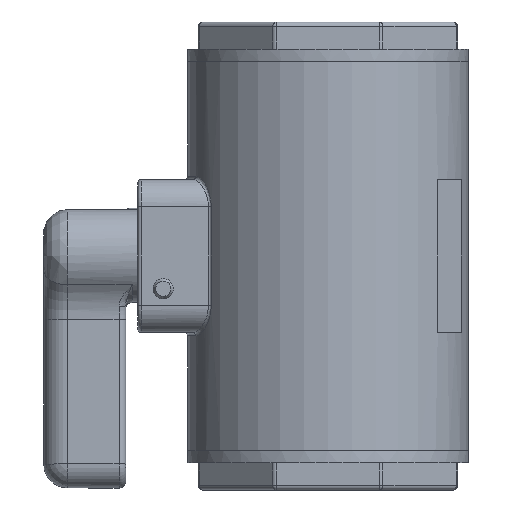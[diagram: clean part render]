
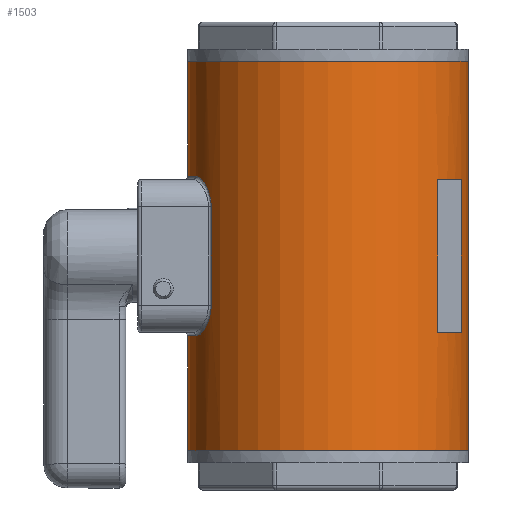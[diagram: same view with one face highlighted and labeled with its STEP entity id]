
A CAD part, left-side view. The second image highlights one B-rep face of the part: STEP entity #1503.
In plain terms, the highlighted cylindrical face has radius 16.32 mm (diameter 32.639 mm), a full revolution.
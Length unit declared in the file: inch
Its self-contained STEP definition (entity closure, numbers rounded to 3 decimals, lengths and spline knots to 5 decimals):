
#895=CARTESIAN_POINT('',(0.21987,0.60371,0.365));
#896=VERTEX_POINT('',#895);
#915=CARTESIAN_POINT('',(-0.21987,0.60371,0.365));
#916=VERTEX_POINT('',#915);
#924=CARTESIAN_POINT('',(0.0,0.0,0.365));
#925=DIRECTION('',(0.0,0.0,-1.0));
#926=DIRECTION('',(0.0,1.0,0.0));
#927=AXIS2_PLACEMENT_3D('',#924,#925,#926);
#928=CIRCLE('',#927,0.6425);
#929=EDGE_CURVE('',#916,#896,#928,.T.);
#977=CARTESIAN_POINT('',(-0.35667,0.53441,0.225));
#978=VERTEX_POINT('',#977);
#986=CARTESIAN_POINT('',(-0.35667,0.53441,0.225));
#987=CARTESIAN_POINT('',(-0.35667,0.53441,0.25807));
#988=CARTESIAN_POINT('',(-0.33843,0.54699,0.30634));
#989=CARTESIAN_POINT('',(-0.28468,0.57703,0.35315));
#990=CARTESIAN_POINT('',(-0.24517,0.59449,0.365));
#991=CARTESIAN_POINT('',(-0.21987,0.60371,0.365));
#992=B_SPLINE_CURVE_WITH_KNOTS('',3,(#986,#987,#988,#989,#990,#991),.UNSPECIFIED.,.F.,.U.,(4,1,1,4),(0.0,0.25202,0.37803,0.58805),.UNSPECIFIED.);
#993=EDGE_CURVE('',#978,#916,#992,.T.);
#1005=CARTESIAN_POINT('',(-0.35667,0.53441,-0.225));
#1006=VERTEX_POINT('',#1005);
#1014=CARTESIAN_POINT('',(-0.35667,0.53441,-0.225));
#1015=DIRECTION('',(0.0,0.0,1.0));
#1016=VECTOR('',#1015,0.45);
#1017=LINE('',#1014,#1016);
#1018=EDGE_CURVE('',#1006,#978,#1017,.T.);
#1073=CARTESIAN_POINT('',(-0.21987,0.60371,-0.365));
#1074=VERTEX_POINT('',#1073);
#1082=CARTESIAN_POINT('',(-0.21987,0.60371,-0.365));
#1083=CARTESIAN_POINT('',(-0.25023,0.59265,-0.365));
#1084=CARTESIAN_POINT('',(-0.29907,0.57006,-0.3476));
#1085=CARTESIAN_POINT('',(-0.34584,0.5418,-0.29106));
#1086=CARTESIAN_POINT('',(-0.35667,0.53441,-0.24705));
#1087=CARTESIAN_POINT('',(-0.35667,0.53441,-0.225));
#1088=B_SPLINE_CURVE_WITH_KNOTS('',3,(#1082,#1083,#1084,#1085,#1086,#1087),.UNSPECIFIED.,.F.,.U.,(4,1,1,4),(0.0,0.25201,0.42002,0.58803),.UNSPECIFIED.);
#1089=EDGE_CURVE('',#1074,#1006,#1088,.T.);
#1101=CARTESIAN_POINT('',(0.21987,0.60371,-0.365));
#1102=VERTEX_POINT('',#1101);
#1110=CARTESIAN_POINT('',(0.0,0.0,-0.365));
#1111=DIRECTION('',(0.0,0.0,1.0));
#1112=DIRECTION('',(0.0,1.0,0.0));
#1113=AXIS2_PLACEMENT_3D('',#1110,#1111,#1112);
#1114=CIRCLE('',#1113,0.6425);
#1115=EDGE_CURVE('',#1102,#1074,#1114,.T.);
#1171=CARTESIAN_POINT('',(0.35667,0.53441,-0.225));
#1172=VERTEX_POINT('',#1171);
#1180=CARTESIAN_POINT('',(0.35667,0.53441,-0.225));
#1181=CARTESIAN_POINT('',(0.35667,0.53441,-0.25807));
#1182=CARTESIAN_POINT('',(0.33843,0.54699,-0.30634));
#1183=CARTESIAN_POINT('',(0.28468,0.57703,-0.35315));
#1184=CARTESIAN_POINT('',(0.24517,0.59449,-0.365));
#1185=CARTESIAN_POINT('',(0.21987,0.60371,-0.365));
#1186=B_SPLINE_CURVE_WITH_KNOTS('',3,(#1180,#1181,#1182,#1183,#1184,#1185),.UNSPECIFIED.,.F.,.U.,(4,1,1,4),(0.0,0.25202,0.37803,0.58805),.UNSPECIFIED.);
#1187=EDGE_CURVE('',#1172,#1102,#1186,.T.);
#1199=CARTESIAN_POINT('',(0.35667,0.53441,0.225));
#1200=VERTEX_POINT('',#1199);
#1208=CARTESIAN_POINT('',(0.35667,0.53441,0.225));
#1209=DIRECTION('',(0.0,0.0,-1.0));
#1210=VECTOR('',#1209,0.45);
#1211=LINE('',#1208,#1210);
#1212=EDGE_CURVE('',#1200,#1172,#1211,.T.);
#1266=CARTESIAN_POINT('',(0.21987,0.60371,0.365));
#1267=CARTESIAN_POINT('',(0.25023,0.59265,0.365));
#1268=CARTESIAN_POINT('',(0.29931,0.56995,0.34756));
#1269=CARTESIAN_POINT('',(0.34591,0.54174,0.29085));
#1270=CARTESIAN_POINT('',(0.35667,0.53441,0.24705));
#1271=CARTESIAN_POINT('',(0.35667,0.53441,0.225));
#1272=B_SPLINE_CURVE_WITH_KNOTS('',3,(#1266,#1267,#1268,#1269,#1270,#1271),.UNSPECIFIED.,.F.,.U.,(4,1,1,4),(0.,0.25202,0.42003,0.58805),.UNSPECIFIED.);
#1273=EDGE_CURVE('',#896,#1200,#1272,.T.);
#1394=CARTESIAN_POINT('',(0.0,0.0,0.0));
#1395=DIRECTION('',(0.0,0.0,1.0));
#1396=DIRECTION('',(-1.0,0.0,0.0));
#1397=AXIS2_PLACEMENT_3D('',#1394,#1395,#1396);
#1398=CYLINDRICAL_SURFACE('',#1397,0.6425);
#1399=CARTESIAN_POINT('',(0.6425,0.,0.891));
#1400=VERTEX_POINT('',#1399);
#1401=CARTESIAN_POINT('',(0.0,0.0,0.891));
#1402=DIRECTION('',(0.0,0.0,-1.0));
#1403=DIRECTION('',(-1.0,0.0,0.0));
#1404=AXIS2_PLACEMENT_3D('',#1401,#1402,#1403);
#1405=CIRCLE('',#1404,0.6425);
#1406=EDGE_CURVE('',#1400,#1400,#1405,.T.);
#1407=ORIENTED_EDGE('',*,*,#1406,.T.);
#1408=EDGE_LOOP('',(#1407));
#1409=FACE_OUTER_BOUND('',#1408,.T.);
#1410=CARTESIAN_POINT('',(0.6425,0.,-0.891));
#1411=VERTEX_POINT('',#1410);
#1412=CARTESIAN_POINT('',(0.0,0.0,-0.891));
#1413=DIRECTION('',(0.0,0.0,1.0));
#1414=DIRECTION('',(-1.0,0.0,0.0));
#1415=AXIS2_PLACEMENT_3D('',#1412,#1413,#1414);
#1416=CIRCLE('',#1415,0.6425);
#1417=EDGE_CURVE('',#1411,#1411,#1416,.T.);
#1418=ORIENTED_EDGE('',*,*,#1417,.T.);
#1419=EDGE_LOOP('',(#1418));
#1420=FACE_BOUND('',#1419,.T.);
#1421=CARTESIAN_POINT('',(0.4,-0.5028,-0.35));
#1422=VERTEX_POINT('',#1421);
#1423=CARTESIAN_POINT('',(0.20024,-0.6105,-0.35));
#1424=VERTEX_POINT('',#1423);
#1425=CARTESIAN_POINT('',(0.0,0.0,-0.35));
#1426=DIRECTION('',(0.0,0.0,-1.0));
#1427=DIRECTION('',(-1.0,0.0,0.0));
#1428=AXIS2_PLACEMENT_3D('',#1425,#1426,#1427);
#1429=CIRCLE('',#1428,0.6425);
#1430=EDGE_CURVE('',#1422,#1424,#1429,.T.);
#1431=ORIENTED_EDGE('',*,*,#1430,.T.);
#1432=CARTESIAN_POINT('',(0.20024,-0.6105,0.35));
#1433=VERTEX_POINT('',#1432);
#1434=CARTESIAN_POINT('',(0.20024,-0.6105,-0.35));
#1435=DIRECTION('',(0.0,0.0,1.0));
#1436=VECTOR('',#1435,0.7);
#1437=LINE('',#1434,#1436);
#1438=EDGE_CURVE('',#1424,#1433,#1437,.T.);
#1439=ORIENTED_EDGE('',*,*,#1438,.T.);
#1440=CARTESIAN_POINT('',(0.4,-0.5028,0.35));
#1441=VERTEX_POINT('',#1440);
#1442=CARTESIAN_POINT('',(0.0,0.0,0.35));
#1443=DIRECTION('',(0.0,0.0,1.0));
#1444=DIRECTION('',(-1.0,0.0,0.0));
#1445=AXIS2_PLACEMENT_3D('',#1442,#1443,#1444);
#1446=CIRCLE('',#1445,0.6425);
#1447=EDGE_CURVE('',#1433,#1441,#1446,.T.);
#1448=ORIENTED_EDGE('',*,*,#1447,.T.);
#1449=CARTESIAN_POINT('',(0.4,-0.5028,0.35));
#1450=DIRECTION('',(0.0,0.0,-1.0));
#1451=VECTOR('',#1450,0.7);
#1452=LINE('',#1449,#1451);
#1453=EDGE_CURVE('',#1441,#1422,#1452,.T.);
#1454=ORIENTED_EDGE('',*,*,#1453,.T.);
#1455=EDGE_LOOP('',(#1431,#1439,#1448,#1454));
#1456=FACE_BOUND('',#1455,.T.);
#1457=CARTESIAN_POINT('',(-0.20024,-0.6105,-0.35));
#1458=VERTEX_POINT('',#1457);
#1459=CARTESIAN_POINT('',(-0.4,-0.5028,-0.35));
#1460=VERTEX_POINT('',#1459);
#1461=CARTESIAN_POINT('',(0.0,0.0,-0.35));
#1462=DIRECTION('',(0.0,0.0,-1.0));
#1463=DIRECTION('',(-1.0,0.0,0.0));
#1464=AXIS2_PLACEMENT_3D('',#1461,#1462,#1463);
#1465=CIRCLE('',#1464,0.6425);
#1466=EDGE_CURVE('',#1458,#1460,#1465,.T.);
#1467=ORIENTED_EDGE('',*,*,#1466,.T.);
#1468=CARTESIAN_POINT('',(-0.4,-0.5028,0.35));
#1469=VERTEX_POINT('',#1468);
#1470=CARTESIAN_POINT('',(-0.4,-0.5028,-0.35));
#1471=DIRECTION('',(0.0,0.0,1.0));
#1472=VECTOR('',#1471,0.7);
#1473=LINE('',#1470,#1472);
#1474=EDGE_CURVE('',#1460,#1469,#1473,.T.);
#1475=ORIENTED_EDGE('',*,*,#1474,.T.);
#1476=CARTESIAN_POINT('',(-0.20024,-0.6105,0.35));
#1477=VERTEX_POINT('',#1476);
#1478=CARTESIAN_POINT('',(0.0,0.0,0.35));
#1479=DIRECTION('',(0.0,0.0,1.0));
#1480=DIRECTION('',(-1.0,0.0,0.0));
#1481=AXIS2_PLACEMENT_3D('',#1478,#1479,#1480);
#1482=CIRCLE('',#1481,0.6425);
#1483=EDGE_CURVE('',#1469,#1477,#1482,.T.);
#1484=ORIENTED_EDGE('',*,*,#1483,.T.);
#1485=CARTESIAN_POINT('',(-0.20024,-0.6105,0.35));
#1486=DIRECTION('',(0.0,0.0,-1.0));
#1487=VECTOR('',#1486,0.7);
#1488=LINE('',#1485,#1487);
#1489=EDGE_CURVE('',#1477,#1458,#1488,.T.);
#1490=ORIENTED_EDGE('',*,*,#1489,.T.);
#1491=EDGE_LOOP('',(#1467,#1475,#1484,#1490));
#1492=FACE_BOUND('',#1491,.T.);
#1493=ORIENTED_EDGE('',*,*,#929,.F.);
#1494=ORIENTED_EDGE('',*,*,#993,.F.);
#1495=ORIENTED_EDGE('',*,*,#1018,.F.);
#1496=ORIENTED_EDGE('',*,*,#1089,.F.);
#1497=ORIENTED_EDGE('',*,*,#1115,.F.);
#1498=ORIENTED_EDGE('',*,*,#1187,.F.);
#1499=ORIENTED_EDGE('',*,*,#1212,.F.);
#1500=ORIENTED_EDGE('',*,*,#1273,.F.);
#1501=EDGE_LOOP('',(#1493,#1494,#1495,#1496,#1497,#1498,#1499,#1500));
#1502=FACE_BOUND('',#1501,.T.);
#1503=ADVANCED_FACE('',(#1409,#1420,#1456,#1492,#1502),#1398,.T.);
